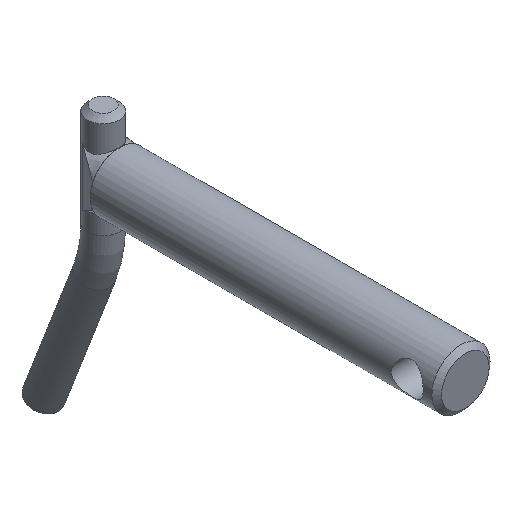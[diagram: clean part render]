
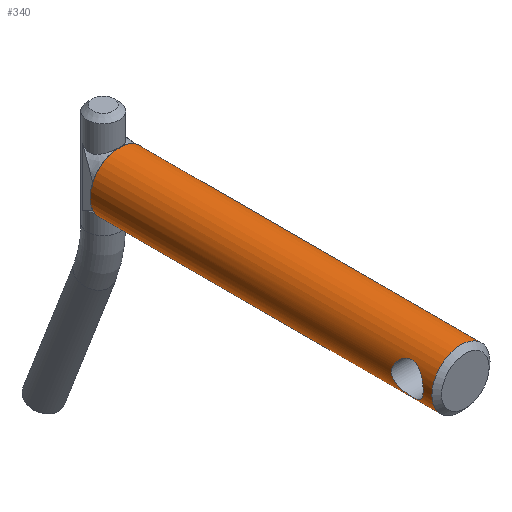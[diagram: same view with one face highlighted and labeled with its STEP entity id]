
A CAD part, isometric view. The second image highlights one B-rep face of the part: STEP entity #340.
In plain terms, the highlighted cylindrical face has radius 11 mm (diameter 22 mm), a full revolution.
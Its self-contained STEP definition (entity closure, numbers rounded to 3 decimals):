
#24=FACE_BOUND('',#133,.T.);
#25=CIRCLE('',#426,11.);
#26=CIRCLE('',#427,11.);
#28=CIRCLE('',#430,11.);
#59=CYLINDRICAL_SURFACE('',#429,11.);
#70=LINE('',#11761,#84);
#71=LINE('',#11782,#85);
#84=VECTOR('',#493,11.);
#85=VECTOR('',#494,11.);
#110=FACE_OUTER_BOUND('',#132,.T.);
#132=EDGE_LOOP('',(#276,#277,#278,#279,#280,#281,#282,#283,#284));
#133=EDGE_LOOP('',(#285,#286));
#156=B_SPLINE_CURVE_WITH_KNOTS('',3,(#11763,#11764,#11765,#11766,#11767,
#11768,#11769,#11770,#11771,#11772,#11773,#11774,#11775,#11776,#11777,#11778,
#11779,#11780,#11781),.UNSPECIFIED.,.F.,.F.,(4,2,2,2,3,2,2,2,4),(2.78,
3.011,3.243,3.475,3.707,3.939,
4.171,4.402,4.634),.UNSPECIFIED.);
#157=B_SPLINE_CURVE_WITH_KNOTS('',3,(#11783,#11784,#11785,#11786,#11787,
#11788,#11789,#11790,#11791,#11792,#11793,#11794,#11795,#11796,#11797,#11798,
#11799,#11800),.UNSPECIFIED.,.F.,.F.,(4,2,2,2,2,2,2,2,4),(0.927,
1.158,1.389,1.621,1.853,2.086,
2.318,2.549,2.78),.UNSPECIFIED.);
#158=B_SPLINE_CURVE_WITH_KNOTS('',3,(#11803,#11804,#11805,#11806,#11807,
#11808,#11809,#11810,#11811,#11812,#11813,#11814,#11815,#11816,#11817,#11818,
#11819,#11820,#11821,#11822,#11823,#11824,#11825,#11826,#11827,#11828),
 .UNSPECIFIED.,.F.,.F.,(4,2,2,2,2,2,2,2,2,2,2,2,4),(0.,0.232,
0.464,0.696,0.927,1.158,
1.389,1.621,1.853,2.086,2.318,
2.549,2.78),.UNSPECIFIED.);
#159=B_SPLINE_CURVE_WITH_KNOTS('',3,(#11829,#11830,#11831,#11832,#11833,
#11834,#11835,#11836,#11837,#11838),.UNSPECIFIED.,.F.,.F.,(4,2,2,2,4),(2.78,
3.011,3.243,3.475,3.707),
 .UNSPECIFIED.);
#172=VERTEX_POINT('',#11750);
#173=VERTEX_POINT('',#11751);
#175=VERTEX_POINT('',#11758);
#176=VERTEX_POINT('',#11760);
#177=VERTEX_POINT('',#11762);
#178=VERTEX_POINT('',#11801);
#179=VERTEX_POINT('',#11802);
#208=EDGE_CURVE('',#172,#173,#25,.T.);
#209=EDGE_CURVE('',#173,#172,#26,.T.);
#212=EDGE_CURVE('',#175,#175,#28,.T.);
#213=EDGE_CURVE('',#175,#176,#70,.T.);
#214=EDGE_CURVE('',#176,#177,#156,.T.);
#215=EDGE_CURVE('',#177,#173,#71,.T.);
#216=EDGE_CURVE('',#177,#176,#157,.T.);
#217=EDGE_CURVE('',#178,#179,#158,.T.);
#218=EDGE_CURVE('',#179,#178,#159,.T.);
#276=ORIENTED_EDGE('',*,*,#212,.F.);
#277=ORIENTED_EDGE('',*,*,#213,.T.);
#278=ORIENTED_EDGE('',*,*,#214,.T.);
#279=ORIENTED_EDGE('',*,*,#215,.T.);
#280=ORIENTED_EDGE('',*,*,#208,.F.);
#281=ORIENTED_EDGE('',*,*,#209,.F.);
#282=ORIENTED_EDGE('',*,*,#215,.F.);
#283=ORIENTED_EDGE('',*,*,#216,.T.);
#284=ORIENTED_EDGE('',*,*,#213,.F.);
#285=ORIENTED_EDGE('',*,*,#217,.T.);
#286=ORIENTED_EDGE('',*,*,#218,.T.);
#340=ADVANCED_FACE('',(#110,#24),#59,.T.);
#426=AXIS2_PLACEMENT_3D('',#11752,#482,#483);
#427=AXIS2_PLACEMENT_3D('',#11753,#484,#485);
#429=AXIS2_PLACEMENT_3D('',#11757,#489,#490);
#430=AXIS2_PLACEMENT_3D('',#11759,#491,#492);
#482=DIRECTION('center_axis',(0.,-1.,0.));
#483=DIRECTION('ref_axis',(1.,0.,0.));
#484=DIRECTION('center_axis',(0.,-1.,0.));
#485=DIRECTION('ref_axis',(1.,0.,0.));
#489=DIRECTION('center_axis',(0.,1.,0.));
#490=DIRECTION('ref_axis',(-1.,0.,0.));
#491=DIRECTION('center_axis',(0.,1.,0.));
#492=DIRECTION('ref_axis',(-1.,0.,0.));
#493=DIRECTION('',(0.,-1.,0.));
#494=DIRECTION('',(0.,-1.,0.));
#11750=CARTESIAN_POINT('',(-11.,1.678,0.));
#11751=CARTESIAN_POINT('',(11.,1.678,0.));
#11752=CARTESIAN_POINT('Origin',(0.,1.678,0.));
#11753=CARTESIAN_POINT('Origin',(0.,1.678,0.));
#11757=CARTESIAN_POINT('Origin',(0.,0.,0.));
#11758=CARTESIAN_POINT('',(11.,131.,0.));
#11759=CARTESIAN_POINT('Origin',(0.,131.,0.));
#11760=CARTESIAN_POINT('',(11.,17.,0.));
#11761=CARTESIAN_POINT('',(11.,0.,0.));
#11762=CARTESIAN_POINT('',(11.,5.,0.));
#11763=CARTESIAN_POINT('Ctrl Pts',(11.,17.,0.));
#11764=CARTESIAN_POINT('Ctrl Pts',(11.,17.,-0.771));
#11765=CARTESIAN_POINT('Ctrl Pts',(10.912,16.843,-1.582));
#11766=CARTESIAN_POINT('Ctrl Pts',(10.594,16.225,-3.056));
#11767=CARTESIAN_POINT('Ctrl Pts',(10.367,15.765,-3.72));
#11768=CARTESIAN_POINT('Ctrl Pts',(9.93,14.718,-4.767));
#11769=CARTESIAN_POINT('Ctrl Pts',(9.686,14.055,-5.225));
#11770=CARTESIAN_POINT('Ctrl Pts',(9.327,12.584,-5.842));
#11771=CARTESIAN_POINT('Ctrl Pts',(9.22,11.774,-6.));
#11772=CARTESIAN_POINT('Ctrl Pts',(9.22,11.,-6.));
#11773=CARTESIAN_POINT('Ctrl Pts',(9.22,10.226,-6.));
#11774=CARTESIAN_POINT('Ctrl Pts',(9.327,9.416,-5.842));
#11775=CARTESIAN_POINT('Ctrl Pts',(9.686,7.945,-5.225));
#11776=CARTESIAN_POINT('Ctrl Pts',(9.93,7.282,-4.767));
#11777=CARTESIAN_POINT('Ctrl Pts',(10.367,6.235,-3.72));
#11778=CARTESIAN_POINT('Ctrl Pts',(10.594,5.775,-3.056));
#11779=CARTESIAN_POINT('Ctrl Pts',(10.912,5.157,-1.582));
#11780=CARTESIAN_POINT('Ctrl Pts',(11.,5.,-0.771));
#11781=CARTESIAN_POINT('Ctrl Pts',(11.,5.,0.));
#11782=CARTESIAN_POINT('',(11.,0.,0.));
#11783=CARTESIAN_POINT('Ctrl Pts',(11.,5.,0.));
#11784=CARTESIAN_POINT('Ctrl Pts',(11.,5.,0.771));
#11785=CARTESIAN_POINT('Ctrl Pts',(10.912,5.157,1.582));
#11786=CARTESIAN_POINT('Ctrl Pts',(10.594,5.775,3.056));
#11787=CARTESIAN_POINT('Ctrl Pts',(10.367,6.235,3.72));
#11788=CARTESIAN_POINT('Ctrl Pts',(9.93,7.282,4.767));
#11789=CARTESIAN_POINT('Ctrl Pts',(9.686,7.945,5.225));
#11790=CARTESIAN_POINT('Ctrl Pts',(9.327,9.416,5.842));
#11791=CARTESIAN_POINT('Ctrl Pts',(9.22,10.226,6.));
#11792=CARTESIAN_POINT('Ctrl Pts',(9.22,11.774,6.));
#11793=CARTESIAN_POINT('Ctrl Pts',(9.327,12.584,5.842));
#11794=CARTESIAN_POINT('Ctrl Pts',(9.686,14.055,5.225));
#11795=CARTESIAN_POINT('Ctrl Pts',(9.93,14.718,4.767));
#11796=CARTESIAN_POINT('Ctrl Pts',(10.367,15.765,3.72));
#11797=CARTESIAN_POINT('Ctrl Pts',(10.594,16.225,3.056));
#11798=CARTESIAN_POINT('Ctrl Pts',(10.912,16.843,1.582));
#11799=CARTESIAN_POINT('Ctrl Pts',(11.,17.,0.771));
#11800=CARTESIAN_POINT('Ctrl Pts',(11.,17.,0.));
#11801=CARTESIAN_POINT('',(-9.22,11.,-6.));
#11802=CARTESIAN_POINT('',(-11.,5.,0.));
#11803=CARTESIAN_POINT('Ctrl Pts',(-9.22,11.,-6.));
#11804=CARTESIAN_POINT('Ctrl Pts',(-9.22,11.774,-6.));
#11805=CARTESIAN_POINT('Ctrl Pts',(-9.327,12.584,-5.842));
#11806=CARTESIAN_POINT('Ctrl Pts',(-9.686,14.055,-5.225));
#11807=CARTESIAN_POINT('Ctrl Pts',(-9.93,14.718,-4.767));
#11808=CARTESIAN_POINT('Ctrl Pts',(-10.367,15.765,-3.72));
#11809=CARTESIAN_POINT('Ctrl Pts',(-10.594,16.225,-3.056));
#11810=CARTESIAN_POINT('Ctrl Pts',(-10.912,16.843,-1.582));
#11811=CARTESIAN_POINT('Ctrl Pts',(-11.,17.,-0.771));
#11812=CARTESIAN_POINT('Ctrl Pts',(-11.,17.,0.771));
#11813=CARTESIAN_POINT('Ctrl Pts',(-10.912,16.843,1.582));
#11814=CARTESIAN_POINT('Ctrl Pts',(-10.594,16.225,3.056));
#11815=CARTESIAN_POINT('Ctrl Pts',(-10.367,15.765,3.72));
#11816=CARTESIAN_POINT('Ctrl Pts',(-9.93,14.718,4.767));
#11817=CARTESIAN_POINT('Ctrl Pts',(-9.686,14.055,5.225));
#11818=CARTESIAN_POINT('Ctrl Pts',(-9.327,12.584,5.842));
#11819=CARTESIAN_POINT('Ctrl Pts',(-9.22,11.774,6.));
#11820=CARTESIAN_POINT('Ctrl Pts',(-9.22,10.226,6.));
#11821=CARTESIAN_POINT('Ctrl Pts',(-9.327,9.416,5.842));
#11822=CARTESIAN_POINT('Ctrl Pts',(-9.686,7.945,5.225));
#11823=CARTESIAN_POINT('Ctrl Pts',(-9.93,7.282,4.767));
#11824=CARTESIAN_POINT('Ctrl Pts',(-10.367,6.235,3.72));
#11825=CARTESIAN_POINT('Ctrl Pts',(-10.594,5.775,3.056));
#11826=CARTESIAN_POINT('Ctrl Pts',(-10.912,5.157,1.582));
#11827=CARTESIAN_POINT('Ctrl Pts',(-11.,5.,0.771));
#11828=CARTESIAN_POINT('Ctrl Pts',(-11.,5.,0.));
#11829=CARTESIAN_POINT('Ctrl Pts',(-11.,5.,0.));
#11830=CARTESIAN_POINT('Ctrl Pts',(-11.,5.,-0.771));
#11831=CARTESIAN_POINT('Ctrl Pts',(-10.912,5.157,-1.582));
#11832=CARTESIAN_POINT('Ctrl Pts',(-10.594,5.775,-3.056));
#11833=CARTESIAN_POINT('Ctrl Pts',(-10.367,6.235,-3.72));
#11834=CARTESIAN_POINT('Ctrl Pts',(-9.93,7.282,-4.767));
#11835=CARTESIAN_POINT('Ctrl Pts',(-9.686,7.945,-5.225));
#11836=CARTESIAN_POINT('Ctrl Pts',(-9.327,9.416,-5.842));
#11837=CARTESIAN_POINT('Ctrl Pts',(-9.22,10.226,-6.));
#11838=CARTESIAN_POINT('Ctrl Pts',(-9.22,11.,-6.));
